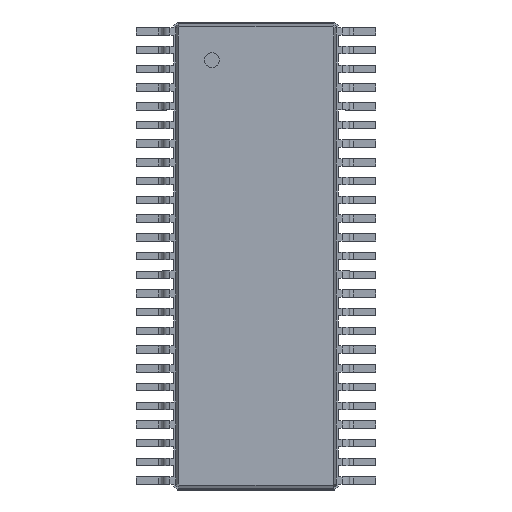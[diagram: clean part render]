
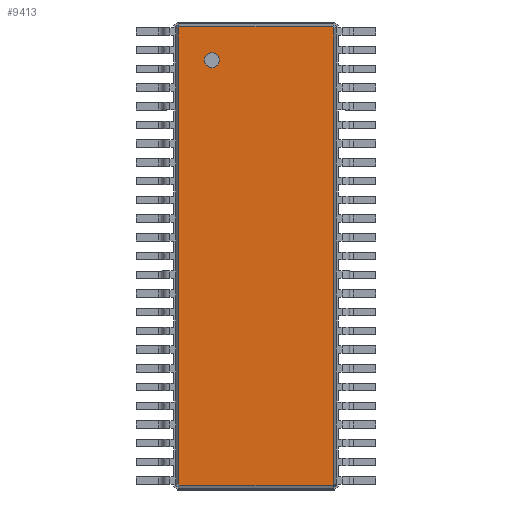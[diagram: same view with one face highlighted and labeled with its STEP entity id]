
A CAD part, top view. The second image highlights one B-rep face of the part: STEP entity #9413.
In plain terms, the highlighted planar face has unit normal (0, 0, 1).
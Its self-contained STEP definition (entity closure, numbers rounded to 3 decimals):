
#2958 = VERTEX_POINT('',#2959);
#2959 = CARTESIAN_POINT('',(2.079,-6.089,1.2));
#2964 = EDGE_CURVE('',#2965,#2958,#2967,.T.);
#2965 = VERTEX_POINT('',#2966);
#2966 = CARTESIAN_POINT('',(2.079,6.089,1.2));
#2967 = LINE('',#2968,#2969);
#2968 = CARTESIAN_POINT('',(2.079,6.089,1.2));
#2969 = VECTOR('',#2970,1.);
#2970 = DIRECTION('',(0.,-1.,0.));
#9396 = VERTEX_POINT('',#9397);
#9397 = CARTESIAN_POINT('',(2.039,-6.129,1.2));
#9402 = EDGE_CURVE('',#2958,#9396,#9403,.T.);
#9403 = LINE('',#9404,#9405);
#9404 = CARTESIAN_POINT('',(2.079,-6.089,1.2));
#9405 = VECTOR('',#9406,1.);
#9406 = DIRECTION('',(-0.707,-0.707,0.));
#9413 = ADVANCED_FACE('',(#9414,#9464),#9475,.F.);
#9414 = FACE_BOUND('',#9415,.F.);
#9415 = EDGE_LOOP('',(#9416,#9426,#9432,#9433,#9434,#9442,#9450,#9458));
#9416 = ORIENTED_EDGE('',*,*,#9417,.T.);
#9417 = EDGE_CURVE('',#9418,#9420,#9422,.T.);
#9418 = VERTEX_POINT('',#9419);
#9419 = CARTESIAN_POINT('',(-2.039,6.129,1.2));
#9420 = VERTEX_POINT('',#9421);
#9421 = CARTESIAN_POINT('',(2.039,6.129,1.2));
#9422 = LINE('',#9423,#9424);
#9423 = CARTESIAN_POINT('',(-2.039,6.129,1.2));
#9424 = VECTOR('',#9425,1.);
#9425 = DIRECTION('',(1.,0.,0.));
#9426 = ORIENTED_EDGE('',*,*,#9427,.T.);
#9427 = EDGE_CURVE('',#9420,#2965,#9428,.T.);
#9428 = LINE('',#9429,#9430);
#9429 = CARTESIAN_POINT('',(2.039,6.129,1.2));
#9430 = VECTOR('',#9431,1.);
#9431 = DIRECTION('',(0.707,-0.707,0.));
#9432 = ORIENTED_EDGE('',*,*,#2964,.T.);
#9433 = ORIENTED_EDGE('',*,*,#9402,.T.);
#9434 = ORIENTED_EDGE('',*,*,#9435,.T.);
#9435 = EDGE_CURVE('',#9396,#9436,#9438,.T.);
#9436 = VERTEX_POINT('',#9437);
#9437 = CARTESIAN_POINT('',(-2.039,-6.129,1.2));
#9438 = LINE('',#9439,#9440);
#9439 = CARTESIAN_POINT('',(2.039,-6.129,1.2));
#9440 = VECTOR('',#9441,1.);
#9441 = DIRECTION('',(-1.,0.,0.));
#9442 = ORIENTED_EDGE('',*,*,#9443,.T.);
#9443 = EDGE_CURVE('',#9436,#9444,#9446,.T.);
#9444 = VERTEX_POINT('',#9445);
#9445 = CARTESIAN_POINT('',(-2.079,-6.089,1.2));
#9446 = LINE('',#9447,#9448);
#9447 = CARTESIAN_POINT('',(-2.039,-6.129,1.2));
#9448 = VECTOR('',#9449,1.);
#9449 = DIRECTION('',(-0.707,0.707,0.));
#9450 = ORIENTED_EDGE('',*,*,#9451,.T.);
#9451 = EDGE_CURVE('',#9444,#9452,#9454,.T.);
#9452 = VERTEX_POINT('',#9453);
#9453 = CARTESIAN_POINT('',(-2.079,6.089,1.2));
#9454 = LINE('',#9455,#9456);
#9455 = CARTESIAN_POINT('',(-2.079,-6.089,1.2));
#9456 = VECTOR('',#9457,1.);
#9457 = DIRECTION('',(0.,1.,0.));
#9458 = ORIENTED_EDGE('',*,*,#9459,.T.);
#9459 = EDGE_CURVE('',#9452,#9418,#9460,.T.);
#9460 = LINE('',#9461,#9462);
#9461 = CARTESIAN_POINT('',(-2.079,6.089,1.2));
#9462 = VECTOR('',#9463,1.);
#9463 = DIRECTION('',(0.707,0.707,0.));
#9464 = FACE_BOUND('',#9465,.F.);
#9465 = EDGE_LOOP('',(#9466));
#9466 = ORIENTED_EDGE('',*,*,#9467,.T.);
#9467 = EDGE_CURVE('',#9468,#9468,#9470,.T.);
#9468 = VERTEX_POINT('',#9469);
#9469 = CARTESIAN_POINT('',(-1.179,5.029,1.2));
#9470 = CIRCLE('',#9471,0.2);
#9471 = AXIS2_PLACEMENT_3D('',#9472,#9473,#9474);
#9472 = CARTESIAN_POINT('',(-1.179,5.229,1.2));
#9473 = DIRECTION('',(0.,0.,1.));
#9474 = DIRECTION('',(0.,-1.,0.));
#9475 = PLANE('',#9476);
#9476 = AXIS2_PLACEMENT_3D('',#9477,#9478,#9479);
#9477 = CARTESIAN_POINT('',(-2.039,6.129,1.2));
#9478 = DIRECTION('',(0.,-0.,-1.));
#9479 = DIRECTION('',(0.316,-0.949,0.));
